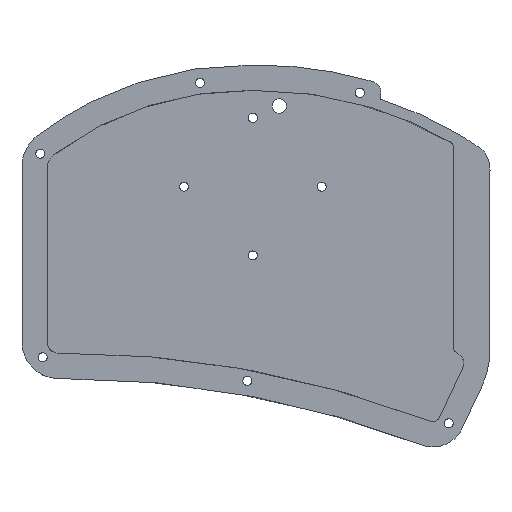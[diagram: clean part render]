
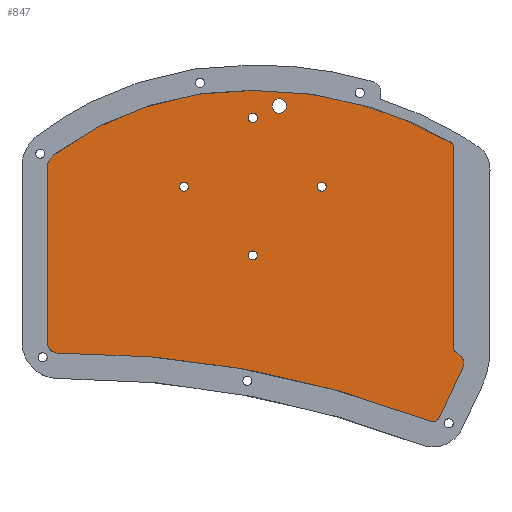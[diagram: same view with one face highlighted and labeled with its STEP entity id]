
A CAD part, top view. The second image highlights one B-rep face of the part: STEP entity #847.
In plain terms, the highlighted planar face has unit normal (0, 0, 1).
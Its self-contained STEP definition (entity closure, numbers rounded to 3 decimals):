
#22=FACE_BOUND('',#204,.T.);
#23=FACE_BOUND('',#205,.T.);
#24=FACE_BOUND('',#206,.T.);
#25=FACE_BOUND('',#207,.T.);
#26=FACE_BOUND('',#208,.T.);
#38=CIRCLE('',#865,4.505);
#40=CIRCLE('',#868,1.981);
#42=CIRCLE('',#872,1.959);
#58=CIRCLE('',#892,2.);
#62=CIRCLE('',#899,1.25);
#65=CIRCLE('',#904,1.25);
#69=CIRCLE('',#911,1.25);
#71=CIRCLE('',#914,1.25);
#110=PLANE('',#935);
#153=FACE_OUTER_BOUND('',#203,.T.);
#203=EDGE_LOOP('',(#750,#751,#752,#753,#754,#755,#756,#757,#758,#759,#760,
#761));
#204=EDGE_LOOP('',(#762));
#205=EDGE_LOOP('',(#763));
#206=EDGE_LOOP('',(#764));
#207=EDGE_LOOP('',(#765));
#208=EDGE_LOOP('',(#766));
#224=LINE('',#1211,#280);
#231=LINE('',#1279,#287);
#236=LINE('',#1322,#292);
#280=VECTOR('',#944,10.);
#287=VECTOR('',#965,10.);
#292=VECTOR('',#978,10.);
#333=B_SPLINE_CURVE_WITH_KNOTS('',3,(#1154,#1155,#1156,#1157),
 .UNSPECIFIED.,.F.,.F.,(4,4),(0.,10.526),.UNSPECIFIED.);
#335=B_SPLINE_CURVE_WITH_KNOTS('',3,(#1187,#1188,#1189,#1190,#1191,#1192,
#1193,#1194,#1195,#1196),.UNSPECIFIED.,.F.,.F.,(4,3,3,4),(0.,0.002,
0.137,0.148),.UNSPECIFIED.);
#337=B_SPLINE_CURVE_WITH_KNOTS('',3,(#1230,#1231,#1232,#1233),
 .UNSPECIFIED.,.F.,.F.,(4,4),(0.,5.888),.UNSPECIFIED.);
#339=B_SPLINE_CURVE_WITH_KNOTS('',3,(#1255,#1256,#1257,#1258,#1259,#1260,
#1261),.UNSPECIFIED.,.F.,.F.,(4,3,4),(0.,0.006,3.569),
 .UNSPECIFIED.);
#341=B_SPLINE_CURVE_WITH_KNOTS('',3,(#1298,#1299,#1300,#1301,#1302,#1303,
#1304),.UNSPECIFIED.,.F.,.F.,(4,3,4),(0.,0.006,0.191),
 .UNSPECIFIED.);
#343=B_SPLINE_CURVE_WITH_KNOTS('',3,(#1340,#1341,#1342,#1343,#1344,#1345,
#1346),.UNSPECIFIED.,.F.,.F.,(4,3,4),(0.,0.18,0.198),
 .UNSPECIFIED.);
#355=VERTEX_POINT('',#1152);
#356=VERTEX_POINT('',#1153);
#359=VERTEX_POINT('',#1186);
#361=VERTEX_POINT('',#1210);
#363=VERTEX_POINT('',#1216);
#365=VERTEX_POINT('',#1229);
#367=VERTEX_POINT('',#1254);
#369=VERTEX_POINT('',#1272);
#371=VERTEX_POINT('',#1278);
#373=VERTEX_POINT('',#1297);
#375=VERTEX_POINT('',#1315);
#377=VERTEX_POINT('',#1321);
#403=VERTEX_POINT('',#1436);
#407=VERTEX_POINT('',#1450);
#410=VERTEX_POINT('',#1460);
#414=VERTEX_POINT('',#1474);
#416=VERTEX_POINT('',#1480);
#435=EDGE_CURVE('',#355,#356,#333,.T.);
#439=EDGE_CURVE('',#359,#355,#335,.T.);
#442=EDGE_CURVE('',#361,#359,#224,.T.);
#445=EDGE_CURVE('',#363,#361,#38,.T.);
#448=EDGE_CURVE('',#365,#363,#337,.T.);
#451=EDGE_CURVE('',#367,#365,#339,.T.);
#454=EDGE_CURVE('',#356,#369,#40,.T.);
#457=EDGE_CURVE('',#369,#371,#231,.T.);
#460=EDGE_CURVE('',#371,#373,#341,.T.);
#463=EDGE_CURVE('',#373,#375,#42,.T.);
#466=EDGE_CURVE('',#375,#377,#236,.T.);
#469=EDGE_CURVE('',#377,#367,#343,.T.);
#496=EDGE_CURVE('',#403,#403,#58,.T.);
#503=EDGE_CURVE('',#407,#407,#62,.T.);
#508=EDGE_CURVE('',#410,#410,#65,.T.);
#515=EDGE_CURVE('',#414,#414,#69,.T.);
#518=EDGE_CURVE('',#416,#416,#71,.T.);
#750=ORIENTED_EDGE('',*,*,#451,.T.);
#751=ORIENTED_EDGE('',*,*,#448,.T.);
#752=ORIENTED_EDGE('',*,*,#445,.T.);
#753=ORIENTED_EDGE('',*,*,#442,.T.);
#754=ORIENTED_EDGE('',*,*,#439,.T.);
#755=ORIENTED_EDGE('',*,*,#435,.T.);
#756=ORIENTED_EDGE('',*,*,#454,.T.);
#757=ORIENTED_EDGE('',*,*,#457,.T.);
#758=ORIENTED_EDGE('',*,*,#460,.T.);
#759=ORIENTED_EDGE('',*,*,#463,.T.);
#760=ORIENTED_EDGE('',*,*,#466,.T.);
#761=ORIENTED_EDGE('',*,*,#469,.T.);
#762=ORIENTED_EDGE('',*,*,#518,.T.);
#763=ORIENTED_EDGE('',*,*,#515,.T.);
#764=ORIENTED_EDGE('',*,*,#508,.T.);
#765=ORIENTED_EDGE('',*,*,#503,.T.);
#766=ORIENTED_EDGE('',*,*,#496,.T.);
#847=ADVANCED_FACE('',(#153,#22,#23,#24,#25,#26),#110,.T.);
#865=AXIS2_PLACEMENT_3D('',#1217,#949,#950);
#868=AXIS2_PLACEMENT_3D('',#1273,#958,#959);
#872=AXIS2_PLACEMENT_3D('',#1316,#971,#972);
#892=AXIS2_PLACEMENT_3D('',#1437,#1021,#1022);
#899=AXIS2_PLACEMENT_3D('',#1451,#1038,#1039);
#904=AXIS2_PLACEMENT_3D('',#1461,#1050,#1051);
#911=AXIS2_PLACEMENT_3D('',#1475,#1067,#1068);
#914=AXIS2_PLACEMENT_3D('',#1481,#1074,#1075);
#935=AXIS2_PLACEMENT_3D('',#1648,#1139,#1140);
#944=DIRECTION('',(0.001,-1.,0.));
#949=DIRECTION('center_axis',(0.,0.,1.));
#950=DIRECTION('ref_axis',(-0.565,0.825,0.));
#958=DIRECTION('center_axis',(0.,0.,1.));
#959=DIRECTION('ref_axis',(-0.394,-0.919,0.));
#965=DIRECTION('',(0.424,0.905,0.));
#971=DIRECTION('center_axis',(0.,0.,-1.));
#972=DIRECTION('ref_axis',(-0.954,-0.299,0.));
#978=DIRECTION('',(0.,1.,0.));
#1021=DIRECTION('center_axis',(0.,0.,-1.));
#1022=DIRECTION('ref_axis',(1.,0.,0.));
#1038=DIRECTION('center_axis',(0.,0.,-1.));
#1039=DIRECTION('ref_axis',(1.,0.,0.));
#1050=DIRECTION('center_axis',(0.,0.,-1.));
#1051=DIRECTION('ref_axis',(1.,0.,0.));
#1067=DIRECTION('center_axis',(0.,0.,-1.));
#1068=DIRECTION('ref_axis',(1.,0.,0.));
#1074=DIRECTION('center_axis',(0.,0.,-1.));
#1075=DIRECTION('ref_axis',(1.,0.,0.));
#1139=DIRECTION('center_axis',(0.,0.,1.));
#1140=DIRECTION('ref_axis',(1.,0.,0.));
#1152=CARTESIAN_POINT('',(168.32,-192.129,1.6));
#1153=CARTESIAN_POINT('',(271.191,-210.932,1.6));
#1154=CARTESIAN_POINT('Ctrl Pts',(168.32,-192.129,1.6));
#1155=CARTESIAN_POINT('Ctrl Pts',(203.481,-191.949,1.6));
#1156=CARTESIAN_POINT('Ctrl Pts',(238.367,-198.326,1.6));
#1157=CARTESIAN_POINT('Ctrl Pts',(271.191,-210.932,1.6));
#1186=CARTESIAN_POINT('',(165.266,-189.33,1.6));
#1187=CARTESIAN_POINT('Ctrl Pts',(165.266,-189.33,1.6));
#1188=CARTESIAN_POINT('Ctrl Pts',(165.267,-189.342,1.6));
#1189=CARTESIAN_POINT('Ctrl Pts',(165.268,-189.354,1.6));
#1190=CARTESIAN_POINT('Ctrl Pts',(165.269,-189.366,1.6));
#1191=CARTESIAN_POINT('Ctrl Pts',(165.376,-190.822,1.6));
#1192=CARTESIAN_POINT('Ctrl Pts',(166.53,-191.979,1.6));
#1193=CARTESIAN_POINT('Ctrl Pts',(167.956,-192.116,1.6));
#1194=CARTESIAN_POINT('Ctrl Pts',(168.076,-192.127,1.6));
#1195=CARTESIAN_POINT('Ctrl Pts',(168.198,-192.132,1.6));
#1196=CARTESIAN_POINT('Ctrl Pts',(168.32,-192.129,1.6));
#1210=CARTESIAN_POINT('',(165.226,-139.904,1.6));
#1211=CARTESIAN_POINT('',(165.256,-177.231,1.6));
#1216=CARTESIAN_POINT('',(167.071,-137.197,1.6));
#1217=CARTESIAN_POINT('Origin',(169.616,-140.915,1.6));
#1229=CARTESIAN_POINT('',(221.916,-119.385,1.6));
#1230=CARTESIAN_POINT('Ctrl Pts',(221.916,-119.385,1.6));
#1231=CARTESIAN_POINT('Ctrl Pts',(202.165,-119.076,1.6));
#1232=CARTESIAN_POINT('Ctrl Pts',(182.871,-125.342,1.6));
#1233=CARTESIAN_POINT('Ctrl Pts',(167.071,-137.197,1.6));
#1254=CARTESIAN_POINT('',(276.998,-133.81,1.6));
#1255=CARTESIAN_POINT('Ctrl Pts',(276.998,-133.81,1.6));
#1256=CARTESIAN_POINT('Ctrl Pts',(276.972,-133.795,1.6));
#1257=CARTESIAN_POINT('Ctrl Pts',(276.945,-133.779,1.6));
#1258=CARTESIAN_POINT('Ctrl Pts',(276.918,-133.763,1.6));
#1259=CARTESIAN_POINT('Ctrl Pts',(260.232,-124.059,1.6));
#1260=CARTESIAN_POINT('Ctrl Pts',(241.216,-119.088,1.6));
#1261=CARTESIAN_POINT('Ctrl Pts',(221.916,-119.385,1.6));
#1272=CARTESIAN_POINT('',(273.654,-210.161,1.6));
#1273=CARTESIAN_POINT('Origin',(271.973,-209.112,1.6));
#1278=CARTESIAN_POINT('',(280.417,-195.733,1.6));
#1279=CARTESIAN_POINT('',(281.134,-194.202,1.6));
#1297=CARTESIAN_POINT('',(278.752,-192.149,1.6));
#1298=CARTESIAN_POINT('Ctrl Pts',(280.417,-195.733,1.6));
#1299=CARTESIAN_POINT('Ctrl Pts',(280.425,-195.7,1.6));
#1300=CARTESIAN_POINT('Ctrl Pts',(280.433,-195.667,1.6));
#1301=CARTESIAN_POINT('Ctrl Pts',(280.44,-195.634,1.6));
#1302=CARTESIAN_POINT('Ctrl Pts',(280.781,-194.224,1.6));
#1303=CARTESIAN_POINT('Ctrl Pts',(280.068,-192.755,1.6));
#1304=CARTESIAN_POINT('Ctrl Pts',(278.752,-192.149,1.6));
#1315=CARTESIAN_POINT('',(277.777,-190.991,1.6));
#1316=CARTESIAN_POINT('Origin',(279.647,-190.406,1.6));
#1321=CARTESIAN_POINT('',(277.777,-135.437,1.6));
#1322=CARTESIAN_POINT('',(277.777,-150.261,1.6));
#1340=CARTESIAN_POINT('Ctrl Pts',(277.777,-135.437,1.6));
#1341=CARTESIAN_POINT('Ctrl Pts',(277.783,-134.837,1.6));
#1342=CARTESIAN_POINT('Ctrl Pts',(277.523,-134.263,1.6));
#1343=CARTESIAN_POINT('Ctrl Pts',(277.069,-133.871,1.6));
#1344=CARTESIAN_POINT('Ctrl Pts',(277.045,-133.851,1.6));
#1345=CARTESIAN_POINT('Ctrl Pts',(277.022,-133.83,1.6));
#1346=CARTESIAN_POINT('Ctrl Pts',(276.998,-133.81,1.6));
#1436=CARTESIAN_POINT('',(227.441,-123.692,1.6));
#1437=CARTESIAN_POINT('Origin',(229.441,-123.692,1.6));
#1450=CARTESIAN_POINT('',(220.866,-165.078,1.6));
#1451=CARTESIAN_POINT('Origin',(222.116,-165.078,1.6));
#1460=CARTESIAN_POINT('',(201.816,-146.028,1.6));
#1461=CARTESIAN_POINT('Origin',(203.066,-146.028,1.6));
#1474=CARTESIAN_POINT('',(220.866,-126.978,1.6));
#1475=CARTESIAN_POINT('Origin',(222.116,-126.978,1.6));
#1480=CARTESIAN_POINT('',(239.915,-146.028,1.6));
#1481=CARTESIAN_POINT('Origin',(241.165,-146.028,1.6));
#1648=CARTESIAN_POINT('Origin',(223.001,-165.085,1.6));
